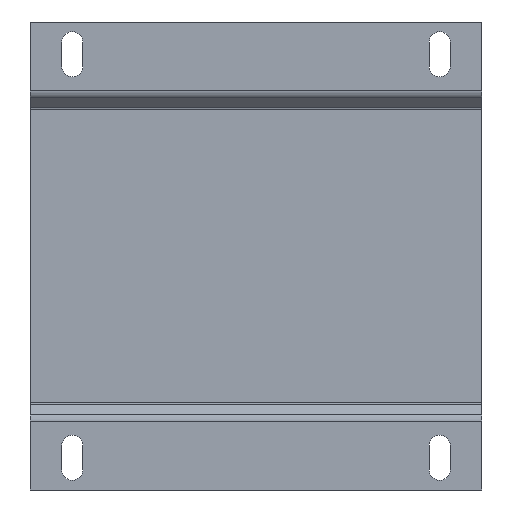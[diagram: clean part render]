
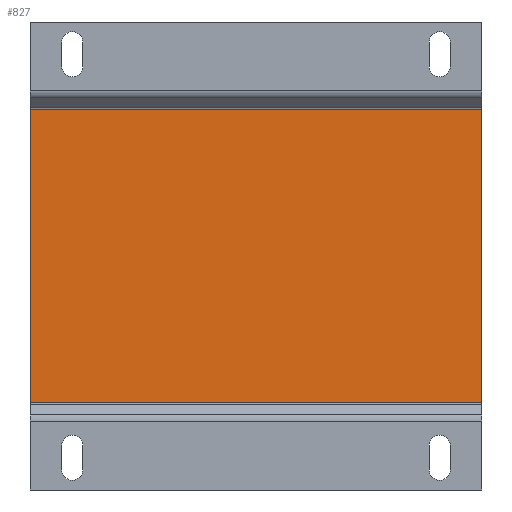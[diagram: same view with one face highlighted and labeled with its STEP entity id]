
A CAD part, front view. The second image highlights one B-rep face of the part: STEP entity #827.
In plain terms, the highlighted planar face has unit normal (0, -1, 0).
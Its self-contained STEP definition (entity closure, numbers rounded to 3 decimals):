
#476 = CARTESIAN_POINT ( 'NONE',  ( -75., -64.5, -77.7 ) ) ;
#827 = ADVANCED_FACE ( 'NONE', ( #5109 ), #4353, .F. ) ;
#846 = EDGE_CURVE ( 'NONE', #9386, #8938, #7277, .T. ) ;
#1052 = CARTESIAN_POINT ( 'NONE',  ( -75., -64.5, 48.757 ) ) ;
#1425 = EDGE_CURVE ( 'NONE', #2013, #8598, #5577, .T. ) ;
#1431 = DIRECTION ( 'NONE',  ( 0., 0., -1. ) ) ;
#1903 = DIRECTION ( 'NONE',  ( 0., 1., 0. ) ) ;
#1904 = AXIS2_PLACEMENT_3D ( 'NONE', #2038, #1903, #5864 ) ;
#2013 = VERTEX_POINT ( 'NONE', #9071 ) ;
#2038 = CARTESIAN_POINT ( 'NONE',  ( 0., -64.5, 0. ) ) ;
#2140 = VECTOR ( 'NONE', #8353, 1000. ) ;
#2580 = VECTOR ( 'NONE', #4964, 1000. ) ;
#2647 = ORIENTED_EDGE ( 'NONE', *, *, #9979, .T. ) ;
#2650 = VECTOR ( 'NONE', #1431, 1000. ) ;
#2915 = CARTESIAN_POINT ( 'NONE',  ( 0., -64.5, 48.757 ) ) ;
#2990 = LINE ( 'NONE', #2915, #2140 ) ;
#3016 = CARTESIAN_POINT ( 'NONE',  ( -75., -64.5, -48.757 ) ) ;
#3493 = DIRECTION ( 'NONE',  ( 0., 0., 1. ) ) ;
#3850 = CARTESIAN_POINT ( 'NONE',  ( 75., -64.5, -77.7 ) ) ;
#4353 = PLANE ( 'NONE',  #1904 ) ;
#4964 = DIRECTION ( 'NONE',  ( -1., 0., 0. ) ) ;
#5109 = FACE_OUTER_BOUND ( 'NONE', #9629, .T. ) ;
#5577 = LINE ( 'NONE', #3850, #2650 ) ;
#5864 = DIRECTION ( 'NONE',  ( 0., 0., 1. ) ) ;
#6236 = LINE ( 'NONE', #8103, #2580 ) ;
#6282 = ORIENTED_EDGE ( 'NONE', *, *, #1425, .F. ) ;
#6749 = ORIENTED_EDGE ( 'NONE', *, *, #7848, .F. ) ;
#7164 = VECTOR ( 'NONE', #3493, 1000. ) ;
#7245 = ORIENTED_EDGE ( 'NONE', *, *, #846, .F. ) ;
#7277 = LINE ( 'NONE', #476, #7164 ) ;
#7848 = EDGE_CURVE ( 'NONE', #8598, #9386, #6236, .T. ) ;
#8103 = CARTESIAN_POINT ( 'NONE',  ( 0., -64.5, -48.757 ) ) ;
#8353 = DIRECTION ( 'NONE',  ( -1., 0., 0. ) ) ;
#8598 = VERTEX_POINT ( 'NONE', #9162 ) ;
#8938 = VERTEX_POINT ( 'NONE', #1052 ) ;
#9071 = CARTESIAN_POINT ( 'NONE',  ( 75., -64.5, 48.757 ) ) ;
#9162 = CARTESIAN_POINT ( 'NONE',  ( 75., -64.5, -48.757 ) ) ;
#9386 = VERTEX_POINT ( 'NONE', #3016 ) ;
#9629 = EDGE_LOOP ( 'NONE', ( #6282, #2647, #7245, #6749 ) ) ;
#9979 = EDGE_CURVE ( 'NONE', #2013, #8938, #2990, .T. ) ;
